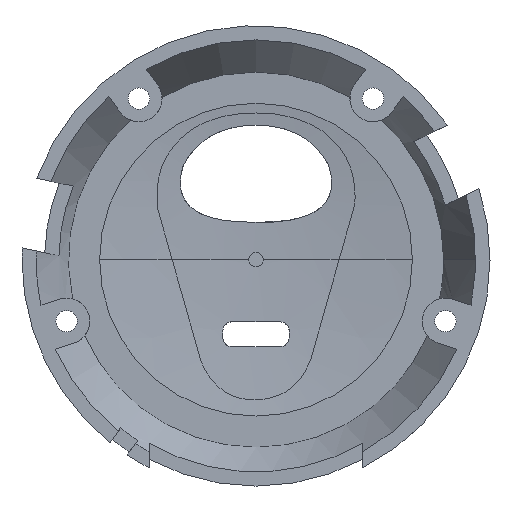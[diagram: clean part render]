
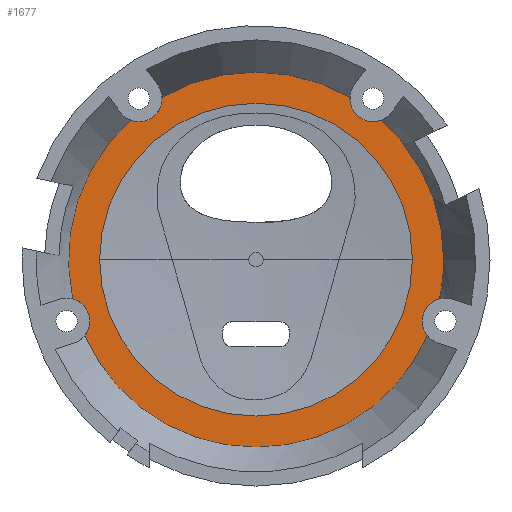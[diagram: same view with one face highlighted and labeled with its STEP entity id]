
A CAD part, front view. The second image highlights one B-rep face of the part: STEP entity #1677.
In plain terms, the highlighted planar face has unit normal (0, -1, 0).
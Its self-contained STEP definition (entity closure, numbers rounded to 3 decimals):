
#10 = CARTESIAN_POINT ( 'NONE',  ( 0., -4., 0. ) ) ;
#18 = CARTESIAN_POINT ( 'NONE',  ( -26.63, -4., -8.652 ) ) ;
#56 = CARTESIAN_POINT ( 'NONE',  ( 0., -4., 0. ) ) ;
#65 = CARTESIAN_POINT ( 'NONE',  ( -23.38, -4., -8.652 ) ) ;
#66 = DIRECTION ( 'NONE',  ( 0., 1., 0. ) ) ;
#192 = CARTESIAN_POINT ( 'NONE',  ( -16.458, -4., 22.652 ) ) ;
#249 = ORIENTED_EDGE ( 'NONE', *, *, #2359, .F. ) ;
#322 = EDGE_CURVE ( 'NONE', #5813, #1353, #599, .T. ) ;
#366 = VERTEX_POINT ( 'NONE', #2040 ) ;
#368 = CIRCLE ( 'NONE', #5447, 3.25 ) ;
#375 = AXIS2_PLACEMENT_3D ( 'NONE', #3958, #4553, #1773 ) ;
#443 = CARTESIAN_POINT ( 'NONE',  ( -13.213, -4., 22.832 ) ) ;
#503 = VERTEX_POINT ( 'NONE', #5389 ) ;
#590 = DIRECTION ( 'NONE',  ( 1., 0., 0. ) ) ;
#599 = CIRCLE ( 'NONE', #375, 26.38 ) ;
#612 = ORIENTED_EDGE ( 'NONE', *, *, #2570, .T. ) ;
#645 = FACE_BOUND ( 'NONE', #4887, .T. ) ;
#662 = ORIENTED_EDGE ( 'NONE', *, *, #5018, .T. ) ;
#674 = DIRECTION ( 'NONE',  ( 0., 1., 0. ) ) ;
#693 = DIRECTION ( 'NONE',  ( 0., 1., 0. ) ) ;
#732 = CIRCLE ( 'NONE', #845, 21.989 ) ;
#756 = VERTEX_POINT ( 'NONE', #6618 ) ;
#766 = CIRCLE ( 'NONE', #1674, 26.38 ) ;
#836 = CIRCLE ( 'NONE', #4776, 21.989 ) ;
#845 = AXIS2_PLACEMENT_3D ( 'NONE', #2308, #674, #1177 ) ;
#867 = CARTESIAN_POINT ( 'NONE',  ( 25.798, -4., -5.511 ) ) ;
#980 = CARTESIAN_POINT ( 'NONE',  ( 26.38, -4., 0. ) ) ;
#1057 = CIRCLE ( 'NONE', #3430, 26.38 ) ;
#1128 = VERTEX_POINT ( 'NONE', #2754 ) ;
#1177 = DIRECTION ( 'NONE',  ( -1., 0., 0. ) ) ;
#1353 = VERTEX_POINT ( 'NONE', #3876 ) ;
#1384 = CARTESIAN_POINT ( 'NONE',  ( 0., -4., 0. ) ) ;
#1487 = VERTEX_POINT ( 'NONE', #867 ) ;
#1674 = AXIS2_PLACEMENT_3D ( 'NONE', #1384, #5256, #3674 ) ;
#1677 = ADVANCED_FACE ( 'NONE', ( #6496, #645 ), #1752, .T. ) ;
#1742 = CARTESIAN_POINT ( 'NONE',  ( 26.63, -4., -8.652 ) ) ;
#1752 = PLANE ( 'NONE',  #2629 ) ;
#1773 = DIRECTION ( 'NONE',  ( -1., 0., 0. ) ) ;
#1780 = CARTESIAN_POINT ( 'NONE',  ( 16.458, -4., 22.652 ) ) ;
#1849 = VERTEX_POINT ( 'NONE', #6106 ) ;
#1852 = CIRCLE ( 'NONE', #6681, 3.25 ) ;
#1873 = DIRECTION ( 'NONE',  ( 0., 1., 0. ) ) ;
#1876 = ORIENTED_EDGE ( 'NONE', *, *, #4129, .T. ) ;
#1956 = DIRECTION ( 'NONE',  ( 0., 1., 0. ) ) ;
#1992 = EDGE_CURVE ( 'NONE', #6387, #1128, #368, .T. ) ;
#2040 = CARTESIAN_POINT ( 'NONE',  ( -21.989, -4., 0. ) ) ;
#2063 = CARTESIAN_POINT ( 'NONE',  ( 21.989, -4., 0. ) ) ;
#2075 = AXIS2_PLACEMENT_3D ( 'NONE', #6234, #5744, #3045 ) ;
#2174 = CARTESIAN_POINT ( 'NONE',  ( 0., -4., 0. ) ) ;
#2185 = DIRECTION ( 'NONE',  ( 0., 1., 0. ) ) ;
#2188 = AXIS2_PLACEMENT_3D ( 'NONE', #2174, #6501, #5907 ) ;
#2217 = AXIS2_PLACEMENT_3D ( 'NONE', #1780, #6596, #6097 ) ;
#2224 = DIRECTION ( 'NONE',  ( -1., 0., 0. ) ) ;
#2270 = EDGE_CURVE ( 'NONE', #3184, #1353, #4212, .T. ) ;
#2308 = CARTESIAN_POINT ( 'NONE',  ( 0., -4., 0. ) ) ;
#2359 = EDGE_CURVE ( 'NONE', #503, #2905, #1057, .T. ) ;
#2570 = EDGE_CURVE ( 'NONE', #5813, #6387, #1852, .T. ) ;
#2629 = AXIS2_PLACEMENT_3D ( 'NONE', #2775, #3831, #4398 ) ;
#2640 = AXIS2_PLACEMENT_3D ( 'NONE', #192, #6190, #5105 ) ;
#2654 = AXIS2_PLACEMENT_3D ( 'NONE', #1742, #66, #4386 ) ;
#2702 = EDGE_CURVE ( 'NONE', #5162, #3184, #5677, .T. ) ;
#2708 = DIRECTION ( 'NONE',  ( 0., 1., 0. ) ) ;
#2754 = CARTESIAN_POINT ( 'NONE',  ( -24.11, -4., -10.705 ) ) ;
#2775 = CARTESIAN_POINT ( 'NONE',  ( -21.989, -4., 0. ) ) ;
#2832 = CARTESIAN_POINT ( 'NONE',  ( -25.798, -4., -5.511 ) ) ;
#2905 = VERTEX_POINT ( 'NONE', #980 ) ;
#2957 = EDGE_CURVE ( 'NONE', #756, #1128, #3330, .T. ) ;
#3045 = DIRECTION ( 'NONE',  ( 1., 0., 0. ) ) ;
#3184 = VERTEX_POINT ( 'NONE', #4163 ) ;
#3273 = EDGE_CURVE ( 'NONE', #366, #4676, #836, .T. ) ;
#3312 = CIRCLE ( 'NONE', #6322, 26.38 ) ;
#3330 = CIRCLE ( 'NONE', #2188, 26.38 ) ;
#3430 = AXIS2_PLACEMENT_3D ( 'NONE', #10, #2708, #6398 ) ;
#3464 = ORIENTED_EDGE ( 'NONE', *, *, #6830, .F. ) ;
#3674 = DIRECTION ( 'NONE',  ( -1., 0., 0. ) ) ;
#3831 = DIRECTION ( 'NONE',  ( 0., -1., 0. ) ) ;
#3876 = CARTESIAN_POINT ( 'NONE',  ( -17.632, -4., 19.622 ) ) ;
#3958 = CARTESIAN_POINT ( 'NONE',  ( 0., -4., 0. ) ) ;
#4025 = CARTESIAN_POINT ( 'NONE',  ( 0., -4., 0. ) ) ;
#4129 = EDGE_CURVE ( 'NONE', #4676, #366, #732, .T. ) ;
#4163 = CARTESIAN_POINT ( 'NONE',  ( -13.208, -4., 22.652 ) ) ;
#4185 = ORIENTED_EDGE ( 'NONE', *, *, #5841, .F. ) ;
#4212 = CIRCLE ( 'NONE', #2075, 3.25 ) ;
#4347 = ORIENTED_EDGE ( 'NONE', *, *, #5680, .T. ) ;
#4386 = DIRECTION ( 'NONE',  ( 1., 0., 0. ) ) ;
#4398 = DIRECTION ( 'NONE',  ( 1., 0., 0. ) ) ;
#4553 = DIRECTION ( 'NONE',  ( 0., 1., 0. ) ) ;
#4676 = VERTEX_POINT ( 'NONE', #2063 ) ;
#4776 = AXIS2_PLACEMENT_3D ( 'NONE', #56, #2185, #2224 ) ;
#4887 = EDGE_LOOP ( 'NONE', ( #6934, #1876 ) ) ;
#5018 = EDGE_CURVE ( 'NONE', #756, #1487, #6473, .T. ) ;
#5034 = DIRECTION ( 'NONE',  ( -1., 0., 0. ) ) ;
#5105 = DIRECTION ( 'NONE',  ( 1., 0., 0. ) ) ;
#5162 = VERTEX_POINT ( 'NONE', #443 ) ;
#5256 = DIRECTION ( 'NONE',  ( 0., 1., 0. ) ) ;
#5389 = CARTESIAN_POINT ( 'NONE',  ( 17.632, -4., 19.622 ) ) ;
#5447 = AXIS2_PLACEMENT_3D ( 'NONE', #5853, #1956, #5721 ) ;
#5677 = CIRCLE ( 'NONE', #2640, 3.25 ) ;
#5680 = EDGE_CURVE ( 'NONE', #503, #1849, #6365, .T. ) ;
#5697 = ORIENTED_EDGE ( 'NONE', *, *, #2270, .T. ) ;
#5721 = DIRECTION ( 'NONE',  ( 1., 0., 0. ) ) ;
#5744 = DIRECTION ( 'NONE',  ( 0., 1., 0. ) ) ;
#5813 = VERTEX_POINT ( 'NONE', #2832 ) ;
#5815 = ORIENTED_EDGE ( 'NONE', *, *, #2702, .T. ) ;
#5841 = EDGE_CURVE ( 'NONE', #2905, #1487, #766, .T. ) ;
#5853 = CARTESIAN_POINT ( 'NONE',  ( -26.63, -4., -8.652 ) ) ;
#5907 = DIRECTION ( 'NONE',  ( -1., 0., 0. ) ) ;
#6097 = DIRECTION ( 'NONE',  ( 1., 0., 0. ) ) ;
#6106 = CARTESIAN_POINT ( 'NONE',  ( 13.213, -4., 22.832 ) ) ;
#6177 = ORIENTED_EDGE ( 'NONE', *, *, #1992, .T. ) ;
#6190 = DIRECTION ( 'NONE',  ( 0., 1., 0. ) ) ;
#6234 = CARTESIAN_POINT ( 'NONE',  ( -16.458, -4., 22.652 ) ) ;
#6298 = ORIENTED_EDGE ( 'NONE', *, *, #2957, .F. ) ;
#6322 = AXIS2_PLACEMENT_3D ( 'NONE', #4025, #1873, #5034 ) ;
#6365 = CIRCLE ( 'NONE', #2217, 3.25 ) ;
#6387 = VERTEX_POINT ( 'NONE', #65 ) ;
#6398 = DIRECTION ( 'NONE',  ( -1., 0., 0. ) ) ;
#6473 = CIRCLE ( 'NONE', #2654, 3.25 ) ;
#6496 = FACE_OUTER_BOUND ( 'NONE', #6787, .T. ) ;
#6501 = DIRECTION ( 'NONE',  ( 0., 1., 0. ) ) ;
#6596 = DIRECTION ( 'NONE',  ( 0., 1., 0. ) ) ;
#6614 = ORIENTED_EDGE ( 'NONE', *, *, #322, .F. ) ;
#6618 = CARTESIAN_POINT ( 'NONE',  ( 24.11, -4., -10.705 ) ) ;
#6681 = AXIS2_PLACEMENT_3D ( 'NONE', #18, #693, #590 ) ;
#6787 = EDGE_LOOP ( 'NONE', ( #612, #6177, #6298, #662, #4185, #249, #4347, #3464, #5815, #5697, #6614 ) ) ;
#6830 = EDGE_CURVE ( 'NONE', #5162, #1849, #3312, .T. ) ;
#6934 = ORIENTED_EDGE ( 'NONE', *, *, #3273, .T. ) ;
